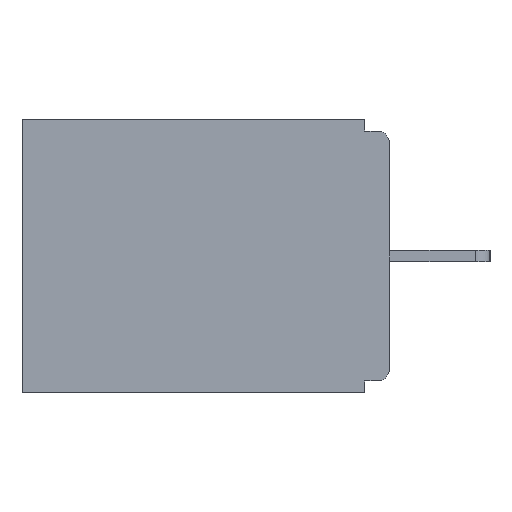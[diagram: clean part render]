
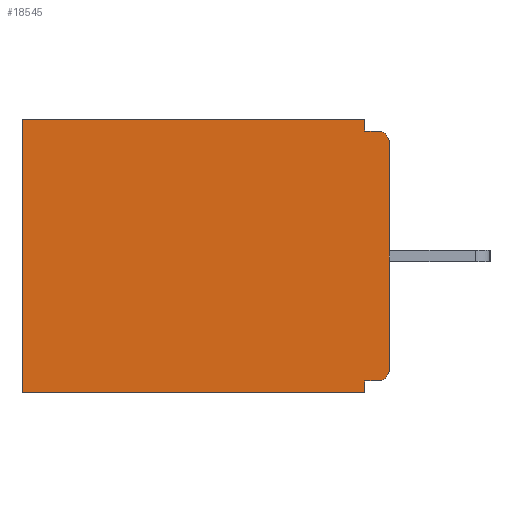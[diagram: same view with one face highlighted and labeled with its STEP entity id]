
A CAD part, left-side view. The second image highlights one B-rep face of the part: STEP entity #18545.
In plain terms, the highlighted planar face has unit normal (-1, 0, 0).
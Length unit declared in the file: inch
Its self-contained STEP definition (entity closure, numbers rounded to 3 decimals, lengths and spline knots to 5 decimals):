
#435 = PLANE ( 'NONE',  #14094 ) ;
#1207 = CARTESIAN_POINT ( 'NONE',  ( 0.298, 0., -0.03 ) ) ;
#1295 = EDGE_CURVE ( 'NONE', #6934, #3842, #14075, .T. ) ;
#1299 = CARTESIAN_POINT ( 'NONE',  ( 0.298, 0., 0. ) ) ;
#1311 = EDGE_LOOP ( 'NONE', ( #9730, #4945, #4829, #5513, #10415, #12313, #14501, #2117, #16834, #12236 ) ) ;
#2117 = ORIENTED_EDGE ( 'NONE', *, *, #16843, .F. ) ;
#2203 = DIRECTION ( 'NONE',  ( 1., 0., 0. ) ) ;
#2243 = FACE_OUTER_BOUND ( 'NONE', #1311, .T. ) ;
#2398 = DIRECTION ( 'NONE',  ( 0., 1., 0. ) ) ;
#2410 = VECTOR ( 'NONE', #13330, 39.37008 ) ;
#2685 = EDGE_CURVE ( 'NONE', #13657, #5569, #21552, .T. ) ;
#2968 = AXIS2_PLACEMENT_3D ( 'NONE', #6461, #18235, #8171 ) ;
#3208 = VECTOR ( 'NONE', #10950, 39.37008 ) ;
#3523 = VERTEX_POINT ( 'NONE', #15838 ) ;
#3842 = VERTEX_POINT ( 'NONE', #4578 ) ;
#4476 = VECTOR ( 'NONE', #6501, 39.37008 ) ;
#4578 = CARTESIAN_POINT ( 'NONE',  ( 0.298, 0.46, 0. ) ) ;
#4579 = CARTESIAN_POINT ( 'NONE',  ( 0.298, 0.031, -0.343 ) ) ;
#4600 = LINE ( 'NONE', #4579, #17581 ) ;
#4829 = ORIENTED_EDGE ( 'NONE', *, *, #18059, .F. ) ;
#4945 = ORIENTED_EDGE ( 'NONE', *, *, #17658, .F. ) ;
#5014 = VECTOR ( 'NONE', #2398, 39.37008 ) ;
#5308 = EDGE_CURVE ( 'NONE', #3842, #3523, #16780, .T. ) ;
#5513 = ORIENTED_EDGE ( 'NONE', *, *, #1295, .T. ) ;
#5523 = LINE ( 'NONE', #9471, #16929 ) ;
#5569 = VERTEX_POINT ( 'NONE', #7600 ) ;
#6032 = CARTESIAN_POINT ( 'NONE',  ( 0.298, 0., 0. ) ) ;
#6461 = CARTESIAN_POINT ( 'NONE',  ( 0.298, 0.015, -0.03 ) ) ;
#6467 = CARTESIAN_POINT ( 'NONE',  ( 0.298, 0.015, -0.313 ) ) ;
#6501 = DIRECTION ( 'NONE',  ( 0., -1., 0. ) ) ;
#6934 = VERTEX_POINT ( 'NONE', #13674 ) ;
#7192 = DIRECTION ( 'NONE',  ( 0., 0., -1. ) ) ;
#7500 = CARTESIAN_POINT ( 'NONE',  ( 0.298, 0.015, -0.015 ) ) ;
#7600 = CARTESIAN_POINT ( 'NONE',  ( 0.298, 0., -0.313 ) ) ;
#7744 = CARTESIAN_POINT ( 'NONE',  ( 0.298, 0.031, -0.343 ) ) ;
#7800 = DIRECTION ( 'NONE',  ( 0., 1., 0. ) ) ;
#8125 = VERTEX_POINT ( 'NONE', #1207 ) ;
#8171 = DIRECTION ( 'NONE',  ( 0., 0., -1. ) ) ;
#8253 = VECTOR ( 'NONE', #7800, 39.37008 ) ;
#9034 = VECTOR ( 'NONE', #17822, 39.37008 ) ;
#9471 = CARTESIAN_POINT ( 'NONE',  ( 0.298, 0., -0.343 ) ) ;
#9730 = ORIENTED_EDGE ( 'NONE', *, *, #11203, .T. ) ;
#10415 = ORIENTED_EDGE ( 'NONE', *, *, #5308, .T. ) ;
#10504 = DIRECTION ( 'NONE',  ( -1., 0., 0. ) ) ;
#10915 = AXIS2_PLACEMENT_3D ( 'NONE', #6467, #10504, #7192 ) ;
#10950 = DIRECTION ( 'NONE',  ( 0., 0., -1. ) ) ;
#11203 = EDGE_CURVE ( 'NONE', #8125, #18609, #13241, .T. ) ;
#11478 = CARTESIAN_POINT ( 'NONE',  ( 0.298, 0.46, 0. ) ) ;
#11704 = CARTESIAN_POINT ( 'NONE',  ( 0.298, 0.031, -0.015 ) ) ;
#12236 = ORIENTED_EDGE ( 'NONE', *, *, #12968, .F. ) ;
#12313 = ORIENTED_EDGE ( 'NONE', *, *, #18068, .F. ) ;
#12489 = CARTESIAN_POINT ( 'NONE',  ( 0.298, 0., 0. ) ) ;
#12898 = EDGE_CURVE ( 'NONE', #14049, #17729, #4600, .T. ) ;
#12968 = EDGE_CURVE ( 'NONE', #8125, #5569, #16019, .T. ) ;
#13241 = CIRCLE ( 'NONE', #2968, 0.015 ) ;
#13330 = DIRECTION ( 'NONE',  ( 0., 0., -1. ) ) ;
#13364 = CARTESIAN_POINT ( 'NONE',  ( 0.298, 0., -0.015 ) ) ;
#13547 = LINE ( 'NONE', #7744, #9034 ) ;
#13657 = VERTEX_POINT ( 'NONE', #16715 ) ;
#13674 = CARTESIAN_POINT ( 'NONE',  ( 0.298, 0.031, 0. ) ) ;
#14049 = VERTEX_POINT ( 'NONE', #18847 ) ;
#14075 = LINE ( 'NONE', #6032, #5014 ) ;
#14094 = AXIS2_PLACEMENT_3D ( 'NONE', #12489, #2203, #14183 ) ;
#14183 = DIRECTION ( 'NONE',  ( 0., 0., -1. ) ) ;
#14501 = ORIENTED_EDGE ( 'NONE', *, *, #12898, .F. ) ;
#15042 = VERTEX_POINT ( 'NONE', #11704 ) ;
#15838 = CARTESIAN_POINT ( 'NONE',  ( 0.298, 0.46, -0.343 ) ) ;
#16019 = LINE ( 'NONE', #1299, #2410 ) ;
#16461 = DIRECTION ( 'NONE',  ( 0., 0., -1. ) ) ;
#16715 = CARTESIAN_POINT ( 'NONE',  ( 0.298, 0.015, -0.328 ) ) ;
#16780 = LINE ( 'NONE', #11478, #3208 ) ;
#16834 = ORIENTED_EDGE ( 'NONE', *, *, #2685, .T. ) ;
#16843 = EDGE_CURVE ( 'NONE', #13657, #14049, #21067, .T. ) ;
#16929 = VECTOR ( 'NONE', #19480, 39.37008 ) ;
#17581 = VECTOR ( 'NONE', #16461, 39.37008 ) ;
#17658 = EDGE_CURVE ( 'NONE', #15042, #18609, #18483, .T. ) ;
#17729 = VERTEX_POINT ( 'NONE', #21788 ) ;
#17822 = DIRECTION ( 'NONE',  ( 0., 0., -1. ) ) ;
#17866 = CARTESIAN_POINT ( 'NONE',  ( 0.298, 0., -0.328 ) ) ;
#18059 = EDGE_CURVE ( 'NONE', #6934, #15042, #13547, .T. ) ;
#18068 = EDGE_CURVE ( 'NONE', #17729, #3523, #5523, .T. ) ;
#18235 = DIRECTION ( 'NONE',  ( -1., 0., 0. ) ) ;
#18483 = LINE ( 'NONE', #13364, #4476 ) ;
#18545 = ADVANCED_FACE ( 'NONE', ( #2243 ), #435, .F. ) ;
#18609 = VERTEX_POINT ( 'NONE', #7500 ) ;
#18847 = CARTESIAN_POINT ( 'NONE',  ( 0.298, 0.031, -0.328 ) ) ;
#19480 = DIRECTION ( 'NONE',  ( 0., 1., 0. ) ) ;
#21067 = LINE ( 'NONE', #17866, #8253 ) ;
#21552 = CIRCLE ( 'NONE', #10915, 0.015 ) ;
#21788 = CARTESIAN_POINT ( 'NONE',  ( 0.298, 0.031, -0.343 ) ) ;
